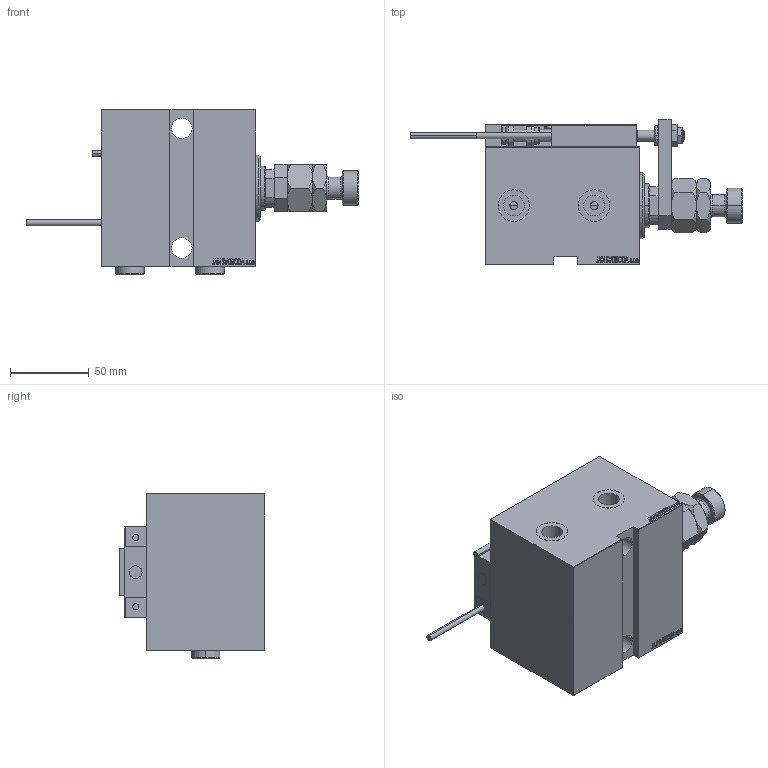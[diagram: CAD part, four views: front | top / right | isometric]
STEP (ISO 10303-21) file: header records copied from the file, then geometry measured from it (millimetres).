
FILE_DESCRIPTION (( 'STEP AP203' ), '1' );
FILE_NAME ('8d9c.STEP', '2024-05-28T05:33:46', ( '' ), ( '' ), 'SwSTEP 2.0', 'SolidWorks 2019', '' );
FILE_SCHEMA (( 'CONFIG_CONTROL_DESIGN' ));
Length unit declared in the file: millimetre
Products named in the file (18): V450CM_E_VCP 0f8ced5349cf3cebc0a924a3b0a15350; SWITCH DIM B,W 0f8ced5349cf3cebc0a924a3b0a15350; ALLEN BOLT D5 0f8ced5349cf3cebc0a924a3b0a15350; KONCOVKA 0f8ced5349cf3cebc0a924a3b0a15350; V450CM_VC_B 0f8ced5349cf3cebc0a924a3b0a15350; X_Y_MFA 0f8ced5349cf3cebc0a924a3b0a15350; Block 0f8ced5349cf3cebc0a924a3b0a15350; 8d9c; Zatka_OIL_PORT 0f8ced5349cf3cebc0a924a3b0a15350; MAGNET 0f8ced5349cf3cebc0a924a3b0a15350; TYC_L79 0f8ced5349cf3cebc0a924a3b0a15350; SWITCH X 0f8ced5349cf3cebc0a924a3b0a15350; NUT_D12 0f8ced5349cf3cebc0a924a3b0a15350; ALLEN BOLT D8 0f8ced5349cf3cebc0a924a3b0a15350; ZARAZKA 0f8ced5349cf3cebc0a924a3b0a15350; NUT_D10 0f8ced5349cf3cebc0a924a3b0a15350; V450CM_E_Body 0f8ced5349cf3cebc0a924a3b0a15350; SWITCH_X_FRONT_BACK 0f8ced5349cf3cebc0a924a3b0a15350
Assembly tree (28 placements, depth 3):
  8d9c
    V450CM_E_Body 0f8ced5349cf3cebc0a924a3b0a15350
    V450CM_E_VCP 0f8ced5349cf3cebc0a924a3b0a15350
    V450CM_VC_B 0f8ced5349cf3cebc0a924a3b0a15350
    SWITCH X 0f8ced5349cf3cebc0a924a3b0a15350
      SWITCH_X_FRONT_BACK 0f8ced5349cf3cebc0a924a3b0a15350  x2
      TYC_L79 0f8ced5349cf3cebc0a924a3b0a15350
      Block 0f8ced5349cf3cebc0a924a3b0a15350  x2
      ALLEN BOLT D5 0f8ced5349cf3cebc0a924a3b0a15350  x4
      ALLEN BOLT D8 0f8ced5349cf3cebc0a924a3b0a15350  x4
      MAGNET 0f8ced5349cf3cebc0a924a3b0a15350  x2
      KONCOVKA 0f8ced5349cf3cebc0a924a3b0a15350  x2
    SWITCH DIM B,W 0f8ced5349cf3cebc0a924a3b0a15350
    ZARAZKA 0f8ced5349cf3cebc0a924a3b0a15350
    NUT_D10 0f8ced5349cf3cebc0a924a3b0a15350
    NUT_D12 0f8ced5349cf3cebc0a924a3b0a15350
    X_Y_MFA 0f8ced5349cf3cebc0a924a3b0a15350
    Zatka_OIL_PORT 0f8ced5349cf3cebc0a924a3b0a15350  x2
Bounding box: 211 x 92.5 x 104.9 mm (x, y, z)
Volume: 752715.4 mm3; surface area: 133923 mm2
Topology: 27 solids, 27 shells, 1391 faces, 3300 edges, 2096 vertices
Faces by surface type: plane 620, bspline 380, cylinder 194, cone 145, torus 48, sphere 4
Entity records: 52677 total; most frequent: CARTESIAN_POINT 26225, ORIENTED_EDGE 5540, DIRECTION 3825, EDGE_CURVE 2770, VERTEX_POINT 1796, VECTOR 1569, LINE 1569, EDGE_LOOP 1284
